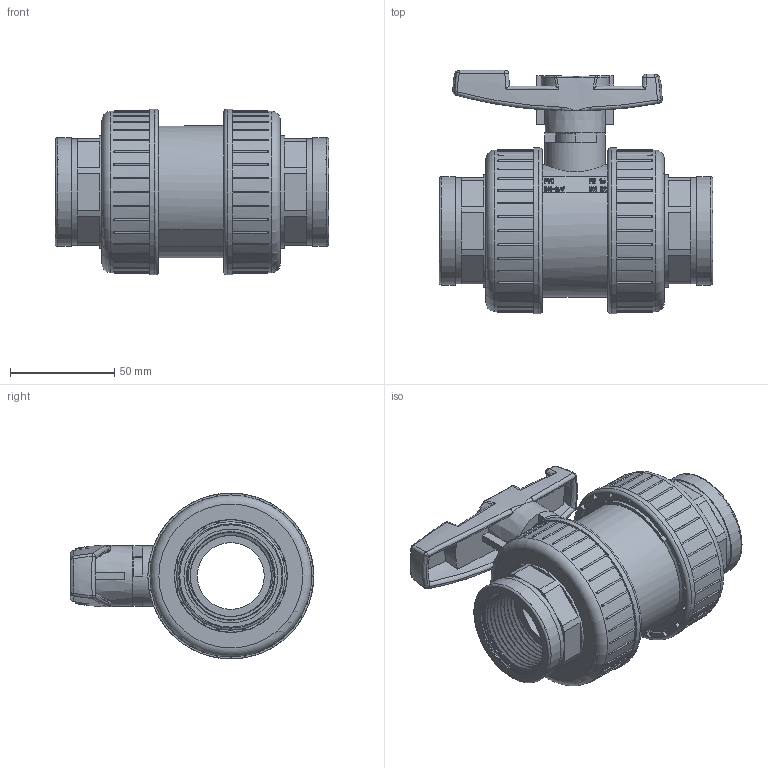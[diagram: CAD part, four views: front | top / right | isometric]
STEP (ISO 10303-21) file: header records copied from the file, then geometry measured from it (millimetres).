
FILE_DESCRIPTION(/* description */ (''),/* implementation_level */ '2;1');
FILE_NAME(/* name */ '40.stp',/* time_stamp */ '2025-12-30T08:09:39+08:00',/* author */ (''),/* organization */ (''),/* preprocessor_version */ 'ST-DEVELOPER v16.7',/* originating_system */ 'SIEMENS PLM Software NX 12.0',/* authorisation */ '');
FILE_SCHEMA (('AUTOMOTIVE_DESIGN { 1 0 10303 214 3 1 1 1 }'));
Products named in the file (1): Admi045C429322r1
Bounding box: 131.3 x 117.02 x 79.71 mm (x, y, z)
Volume: 259528.7 mm3; surface area: 159710.4 mm2
Topology: 16 solids, 18 shells, 1144 faces, 3159 edges, 2038 vertices
Faces by surface type: plane 590, cylinder 229, extrusion 101, sphere 85, bspline 70, torus 62, cone 7
Full cylindrical faces by diameter (mm): 1.721 x1, 2.295 x1, 14.416 x4, 17.808 x3, 18.656 x1, 19.504 x2, 21.2 x1, 28.947 x1, 32.1 x2, 32.224 x1, 33.072 x2, 33.92 x2, 38.33 x3, 39.008 x1, 39.856 x3, 41.91 x16, 42.6 x2, 42.909 x3, 43.248 x1, 45 x2, 47.064 x1, 47.607 x3, 50.371 x3, 51 x2, 51.1 x2, 52.1 x2, 52.152 x1, 54 x2, 54.272 x2, 55.12 x1
Entity records: 51445 total; most frequent: CARTESIAN_POINT 24946, ORIENTED_EDGE 5594, DIRECTION 4990, EDGE_CURVE 2797, VERTEX_POINT 1891, AXIS2_PLACEMENT_3D 1772, VECTOR 1446, EDGE_LOOP 1352
